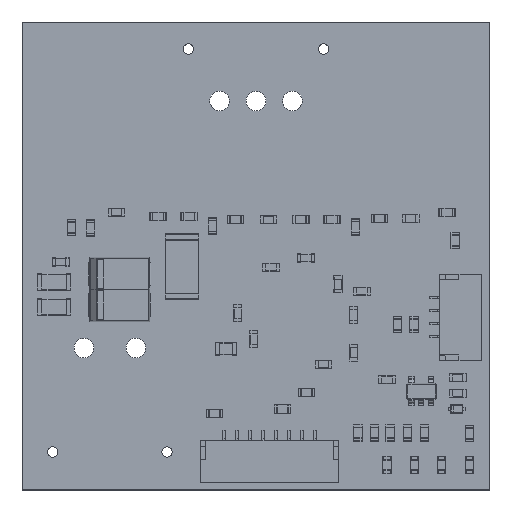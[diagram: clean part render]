
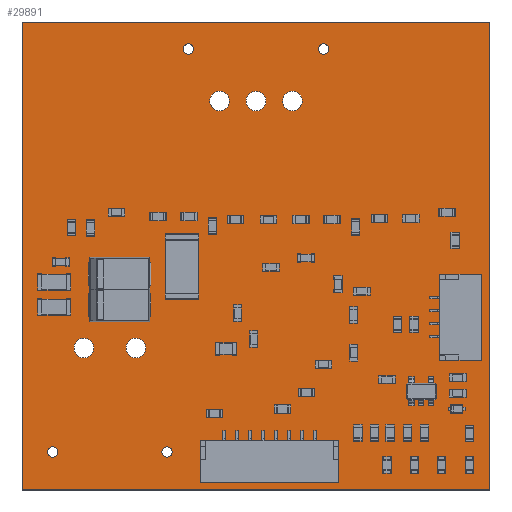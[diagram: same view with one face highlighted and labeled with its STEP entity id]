
A CAD part, top view. The second image highlights one B-rep face of the part: STEP entity #29891.
In plain terms, the highlighted planar face has unit normal (0, 0, 1).
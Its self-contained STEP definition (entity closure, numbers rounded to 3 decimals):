
#29680 = VERTEX_POINT('',#29681);
#29681 = CARTESIAN_POINT('',(168.,-149.5,1.6));
#29687 = EDGE_CURVE('',#29680,#29688,#29690,.T.);
#29688 = VERTEX_POINT('',#29689);
#29689 = CARTESIAN_POINT('',(123.,-149.5,1.6));
#29690 = LINE('',#29691,#29692);
#29691 = CARTESIAN_POINT('',(168.,-149.5,1.6));
#29692 = VECTOR('',#29693,1.);
#29693 = DIRECTION('',(-1.,0.,0.));
#29720 = VERTEX_POINT('',#29721);
#29721 = CARTESIAN_POINT('',(168.,-104.5,1.6));
#29727 = EDGE_CURVE('',#29720,#29680,#29728,.T.);
#29728 = LINE('',#29729,#29730);
#29729 = CARTESIAN_POINT('',(168.,-104.5,1.6));
#29730 = VECTOR('',#29731,1.);
#29731 = DIRECTION('',(0.,-1.,0.));
#29749 = EDGE_CURVE('',#29688,#29750,#29752,.T.);
#29750 = VERTEX_POINT('',#29751);
#29751 = CARTESIAN_POINT('',(123.,-104.5,1.6));
#29752 = LINE('',#29753,#29754);
#29753 = CARTESIAN_POINT('',(123.,-149.5,1.6));
#29754 = VECTOR('',#29755,1.);
#29755 = DIRECTION('',(0.,1.,0.));
#29891 = ADVANCED_FACE('',(#29892,#29903,#29914,#29925,#29936,#29947,
    #29958,#29969,#29980,#29991),#30002,.T.);
#29892 = FACE_BOUND('',#29893,.T.);
#29893 = EDGE_LOOP('',(#29894,#29895,#29896,#29902));
#29894 = ORIENTED_EDGE('',*,*,#29687,.F.);
#29895 = ORIENTED_EDGE('',*,*,#29727,.F.);
#29896 = ORIENTED_EDGE('',*,*,#29897,.F.);
#29897 = EDGE_CURVE('',#29750,#29720,#29898,.T.);
#29898 = LINE('',#29899,#29900);
#29899 = CARTESIAN_POINT('',(123.,-104.5,1.6));
#29900 = VECTOR('',#29901,1.);
#29901 = DIRECTION('',(1.,0.,0.));
#29902 = ORIENTED_EDGE('',*,*,#29749,.F.);
#29903 = FACE_BOUND('',#29904,.T.);
#29904 = EDGE_LOOP('',(#29905));
#29905 = ORIENTED_EDGE('',*,*,#29906,.T.);
#29906 = EDGE_CURVE('',#29907,#29907,#29909,.T.);
#29907 = VERTEX_POINT('',#29908);
#29908 = CARTESIAN_POINT('',(125.95,-146.35,1.6));
#29909 = CIRCLE('',#29910,0.5);
#29910 = AXIS2_PLACEMENT_3D('',#29911,#29912,#29913);
#29911 = CARTESIAN_POINT('',(125.95,-145.85,1.6));
#29912 = DIRECTION('',(-0.,0.,-1.));
#29913 = DIRECTION('',(-0.,-1.,0.));
#29914 = FACE_BOUND('',#29915,.T.);
#29915 = EDGE_LOOP('',(#29916));
#29916 = ORIENTED_EDGE('',*,*,#29917,.T.);
#29917 = EDGE_CURVE('',#29918,#29918,#29920,.T.);
#29918 = VERTEX_POINT('',#29919);
#29919 = CARTESIAN_POINT('',(136.95,-146.35,1.6));
#29920 = CIRCLE('',#29921,0.5);
#29921 = AXIS2_PLACEMENT_3D('',#29922,#29923,#29924);
#29922 = CARTESIAN_POINT('',(136.95,-145.85,1.6));
#29923 = DIRECTION('',(-0.,0.,-1.));
#29924 = DIRECTION('',(-0.,-1.,0.));
#29925 = FACE_BOUND('',#29926,.T.);
#29926 = EDGE_LOOP('',(#29927));
#29927 = ORIENTED_EDGE('',*,*,#29928,.T.);
#29928 = EDGE_CURVE('',#29929,#29929,#29931,.T.);
#29929 = VERTEX_POINT('',#29930);
#29930 = CARTESIAN_POINT('',(128.95,-136.8,1.6));
#29931 = CIRCLE('',#29932,0.95);
#29932 = AXIS2_PLACEMENT_3D('',#29933,#29934,#29935);
#29933 = CARTESIAN_POINT('',(128.95,-135.85,1.6));
#29934 = DIRECTION('',(-0.,0.,-1.));
#29935 = DIRECTION('',(-0.,-1.,0.));
#29936 = FACE_BOUND('',#29937,.T.);
#29937 = EDGE_LOOP('',(#29938));
#29938 = ORIENTED_EDGE('',*,*,#29939,.T.);
#29939 = EDGE_CURVE('',#29940,#29940,#29942,.T.);
#29940 = VERTEX_POINT('',#29941);
#29941 = CARTESIAN_POINT('',(133.95,-136.8,1.6));
#29942 = CIRCLE('',#29943,0.95);
#29943 = AXIS2_PLACEMENT_3D('',#29944,#29945,#29946);
#29944 = CARTESIAN_POINT('',(133.95,-135.85,1.6));
#29945 = DIRECTION('',(-0.,0.,-1.));
#29946 = DIRECTION('',(-0.,-1.,0.));
#29947 = FACE_BOUND('',#29948,.T.);
#29948 = EDGE_LOOP('',(#29949));
#29949 = ORIENTED_EDGE('',*,*,#29950,.T.);
#29950 = EDGE_CURVE('',#29951,#29951,#29953,.T.);
#29951 = VERTEX_POINT('',#29952);
#29952 = CARTESIAN_POINT('',(142.,-113.05,1.6));
#29953 = CIRCLE('',#29954,0.95);
#29954 = AXIS2_PLACEMENT_3D('',#29955,#29956,#29957);
#29955 = CARTESIAN_POINT('',(142.,-112.1,1.6));
#29956 = DIRECTION('',(-0.,0.,-1.));
#29957 = DIRECTION('',(-0.,-1.,0.));
#29958 = FACE_BOUND('',#29959,.T.);
#29959 = EDGE_LOOP('',(#29960));
#29960 = ORIENTED_EDGE('',*,*,#29961,.T.);
#29961 = EDGE_CURVE('',#29962,#29962,#29964,.T.);
#29962 = VERTEX_POINT('',#29963);
#29963 = CARTESIAN_POINT('',(145.5,-113.05,1.6));
#29964 = CIRCLE('',#29965,0.95);
#29965 = AXIS2_PLACEMENT_3D('',#29966,#29967,#29968);
#29966 = CARTESIAN_POINT('',(145.5,-112.1,1.6));
#29967 = DIRECTION('',(-0.,0.,-1.));
#29968 = DIRECTION('',(-0.,-1.,0.));
#29969 = FACE_BOUND('',#29970,.T.);
#29970 = EDGE_LOOP('',(#29971));
#29971 = ORIENTED_EDGE('',*,*,#29972,.T.);
#29972 = EDGE_CURVE('',#29973,#29973,#29975,.T.);
#29973 = VERTEX_POINT('',#29974);
#29974 = CARTESIAN_POINT('',(139.,-107.6,1.6));
#29975 = CIRCLE('',#29976,0.5);
#29976 = AXIS2_PLACEMENT_3D('',#29977,#29978,#29979);
#29977 = CARTESIAN_POINT('',(139.,-107.1,1.6));
#29978 = DIRECTION('',(-0.,0.,-1.));
#29979 = DIRECTION('',(-0.,-1.,0.));
#29980 = FACE_BOUND('',#29981,.T.);
#29981 = EDGE_LOOP('',(#29982));
#29982 = ORIENTED_EDGE('',*,*,#29983,.T.);
#29983 = EDGE_CURVE('',#29984,#29984,#29986,.T.);
#29984 = VERTEX_POINT('',#29985);
#29985 = CARTESIAN_POINT('',(149.,-113.05,1.6));
#29986 = CIRCLE('',#29987,0.95);
#29987 = AXIS2_PLACEMENT_3D('',#29988,#29989,#29990);
#29988 = CARTESIAN_POINT('',(149.,-112.1,1.6));
#29989 = DIRECTION('',(-0.,0.,-1.));
#29990 = DIRECTION('',(-0.,-1.,0.));
#29991 = FACE_BOUND('',#29992,.T.);
#29992 = EDGE_LOOP('',(#29993));
#29993 = ORIENTED_EDGE('',*,*,#29994,.T.);
#29994 = EDGE_CURVE('',#29995,#29995,#29997,.T.);
#29995 = VERTEX_POINT('',#29996);
#29996 = CARTESIAN_POINT('',(152.,-107.6,1.6));
#29997 = CIRCLE('',#29998,0.5);
#29998 = AXIS2_PLACEMENT_3D('',#29999,#30000,#30001);
#29999 = CARTESIAN_POINT('',(152.,-107.1,1.6));
#30000 = DIRECTION('',(-0.,0.,-1.));
#30001 = DIRECTION('',(-0.,-1.,0.));
#30002 = PLANE('',#30003);
#30003 = AXIS2_PLACEMENT_3D('',#30004,#30005,#30006);
#30004 = CARTESIAN_POINT('',(0.,0.,1.6));
#30005 = DIRECTION('',(0.,0.,1.));
#30006 = DIRECTION('',(1.,0.,-0.));
